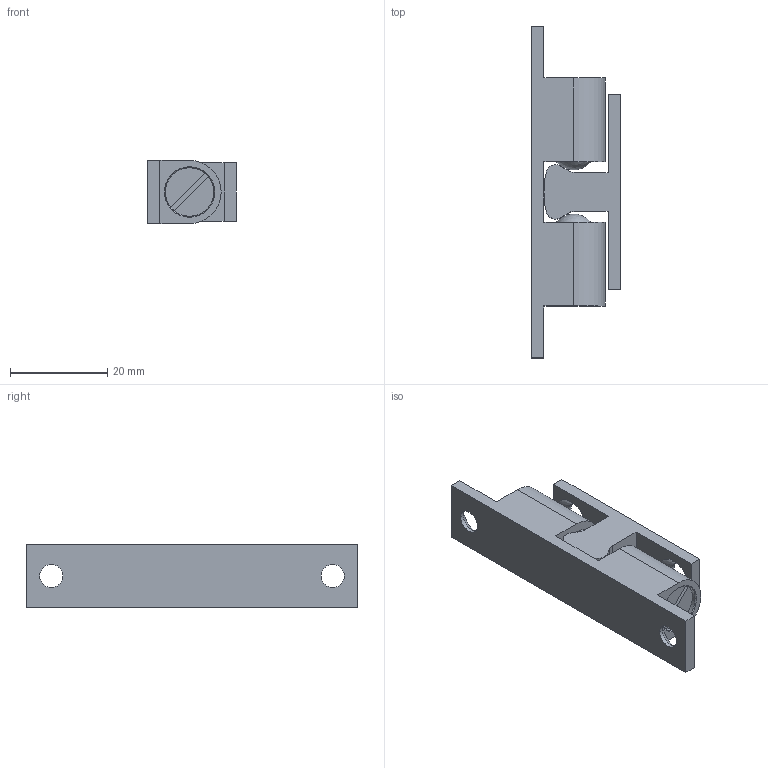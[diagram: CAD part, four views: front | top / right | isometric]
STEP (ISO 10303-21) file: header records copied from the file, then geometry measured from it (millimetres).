
FILE_DESCRIPTION(('STEP AP214'),'1');
FILE_NAME('fath_0930464.stp','2017-09-19T16:19:56',('TraceParts'),('TraceParts S.A.'),'Spatial InterOp 3D',' ',' ');
FILE_SCHEMA(('automotive_design'));
Length unit declared in the file: millimetre
Products named in the file (4): fath_0930464_1; fath_0930464_2; fath_0930464_3; fath_0930464_4
Bounding box: 18.2 x 68.4 x 13 mm (x, y, z)
Volume: 9483.3 mm3; surface area: 6086.2 mm2
Topology: 4 solids, 4 shells, 81 faces, 215 edges, 138 vertices
Faces by surface type: plane 35, cylinder 26, cone 12, sphere 8
Entity records: 3255 total; most frequent: DIRECTION 473, CARTESIAN_POINT 430, ORIENTED_EDGE 414, EDGE_CURVE 207, AXIS2_PLACEMENT_3D 181, VERTEX_POINT 138, LINE 111, VECTOR 111
